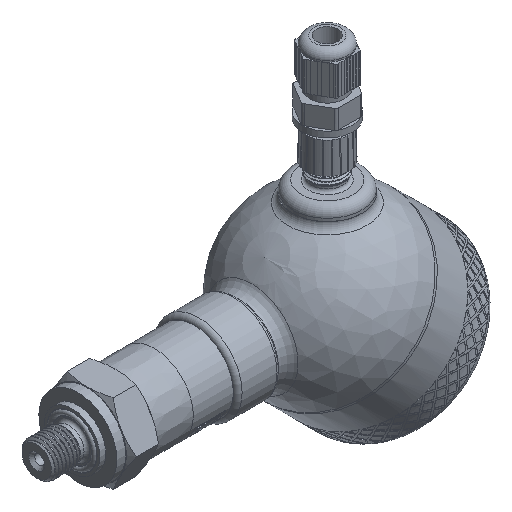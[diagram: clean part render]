
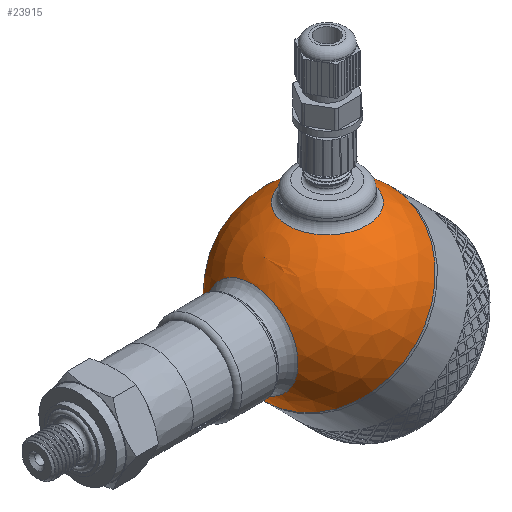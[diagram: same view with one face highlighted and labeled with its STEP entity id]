
A CAD part, isometric view. The second image highlights one B-rep face of the part: STEP entity #23915.
In plain terms, the highlighted spherical face has radius 30 mm.
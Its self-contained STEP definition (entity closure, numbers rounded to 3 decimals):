
#56=SPHERICAL_SURFACE('',#25398,30.);
#1004=FACE_BOUND('',#3419,.T.);
#1005=FACE_BOUND('',#3420,.T.);
#1856=FACE_OUTER_BOUND('',#3418,.T.);
#3418=EDGE_LOOP('',(#17416,#17417,#17418,#17419));
#3419=EDGE_LOOP('',(#17420));
#3420=EDGE_LOOP('',(#17421));
#4858=CIRCLE('',#25321,30.);
#4859=CIRCLE('',#25322,30.);
#4886=CIRCLE('',#25394,13.5);
#4889=CIRCLE('',#25399,30.);
#4890=CIRCLE('',#25400,15.643);
#9410=VERTEX_POINT('',#32288);
#9411=VERTEX_POINT('',#32290);
#9886=VERTEX_POINT('',#38352);
#9888=VERTEX_POINT('',#38359);
#9889=VERTEX_POINT('',#38361);
#11982=EDGE_CURVE('',#9410,#9411,#4858,.T.);
#11983=EDGE_CURVE('',#9411,#9410,#4859,.T.);
#12698=EDGE_CURVE('',#9886,#9886,#4886,.T.);
#12701=EDGE_CURVE('',#9411,#9888,#4889,.T.);
#12702=EDGE_CURVE('',#9889,#9889,#4890,.T.);
#17416=ORIENTED_EDGE('',*,*,#11983,.F.);
#17417=ORIENTED_EDGE('',*,*,#12701,.T.);
#17418=ORIENTED_EDGE('',*,*,#12701,.F.);
#17419=ORIENTED_EDGE('',*,*,#11982,.F.);
#17420=ORIENTED_EDGE('',*,*,#12702,.F.);
#17421=ORIENTED_EDGE('',*,*,#12698,.F.);
#23915=ADVANCED_FACE('',(#1856,#1004,#1005),#56,.T.);
#25321=AXIS2_PLACEMENT_3D('',#32291,#26696,#26697);
#25322=AXIS2_PLACEMENT_3D('',#32292,#26698,#26699);
#25394=AXIS2_PLACEMENT_3D('',#38353,#27094,#27095);
#25398=AXIS2_PLACEMENT_3D('',#38358,#27102,#27103);
#25399=AXIS2_PLACEMENT_3D('',#38360,#27104,#27105);
#25400=AXIS2_PLACEMENT_3D('',#38362,#27106,#27107);
#26696=DIRECTION('center_axis',(1.,0.,0.));
#26697=DIRECTION('ref_axis',(0.,1.,0.));
#26698=DIRECTION('center_axis',(1.,0.,0.));
#26699=DIRECTION('ref_axis',(0.,1.,0.));
#27094=DIRECTION('center_axis',(-0.707,0.,-0.707));
#27095=DIRECTION('ref_axis',(-0.707,0.,0.707));
#27102=DIRECTION('center_axis',(1.,0.,0.));
#27103=DIRECTION('ref_axis',(0.,-1.,0.));
#27104=DIRECTION('center_axis',(0.,0.,1.));
#27105=DIRECTION('ref_axis',(0.,1.,0.));
#27106=DIRECTION('center_axis',(-0.707,0.,0.707));
#27107=DIRECTION('ref_axis',(0.707,0.,0.707));
#32288=CARTESIAN_POINT('',(0.,-30.,0.));
#32290=CARTESIAN_POINT('',(0.,30.,0.));
#32291=CARTESIAN_POINT('Origin',(0.,0.,0.));
#32292=CARTESIAN_POINT('Origin',(0.,0.,0.));
#38352=CARTESIAN_POINT('',(-9.398,0.,-28.49));
#38353=CARTESIAN_POINT('Origin',(-18.944,0.,-18.944));
#38358=CARTESIAN_POINT('Origin',(0.,0.,0.));
#38359=CARTESIAN_POINT('',(-30.,0.,0.));
#38360=CARTESIAN_POINT('Origin',(0.,0.,0.));
#38361=CARTESIAN_POINT('',(-29.162,0.,7.04));
#38362=CARTESIAN_POINT('Origin',(-18.101,0.,18.101));
